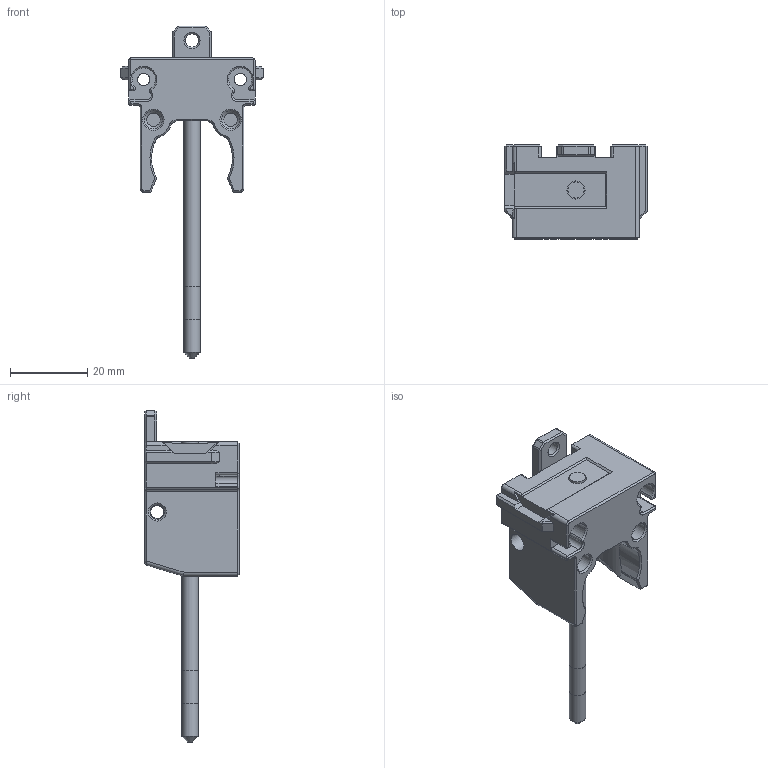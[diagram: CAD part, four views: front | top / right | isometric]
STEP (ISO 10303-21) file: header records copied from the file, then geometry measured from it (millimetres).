
FILE_DESCRIPTION(/* description */ ('','CAx-IF Rec.Pracs.---Representation and Presentation of Product Manufacturing Information (PMI)---4.0---2014-10-13'),/* implementation_level */ '2;1');
FILE_NAME(/* name */ 'Hotend_Base v22.step',/* time_stamp */ '2025-02-06T14:52:47-08:00',/* author */ (''),/* organization */ (''),/* preprocessor_version */ 'ST-DEVELOPER v20',/* originating_system */ 'Autodesk Translation Framework v13.20.0.188',/* authorisation */ '');
FILE_SCHEMA (('AP242_MANAGED_MODEL_BASED_3D_ENGINEERING_MIM_LF { 1 0 10303 442 1 1 4 }'));
Length unit declared in the file: millimetre
Products named in the file (1): Dragon_Mount
Bounding box: 37 x 24.4 x 86.07 mm (x, y, z)
Volume: 16109.5 mm3; surface area: 9549.4 mm2
Topology: 4 solids, 4 shells, 285 faces, 698 edges, 424 vertices
Faces by surface type: plane 129, cone 62, cylinder 61, bspline 33
Full cylindrical faces by diameter (mm): 3.2 x2, 3.4 x3, 4.2 x4, 4.7 x5
Entity records: 9265 total; most frequent: CARTESIAN_POINT 2733, ORIENTED_EDGE 1396, DIRECTION 1255, EDGE_CURVE 698, VERTEX_POINT 424, LINE 421, VECTOR 421, AXIS2_PLACEMENT_3D 417
